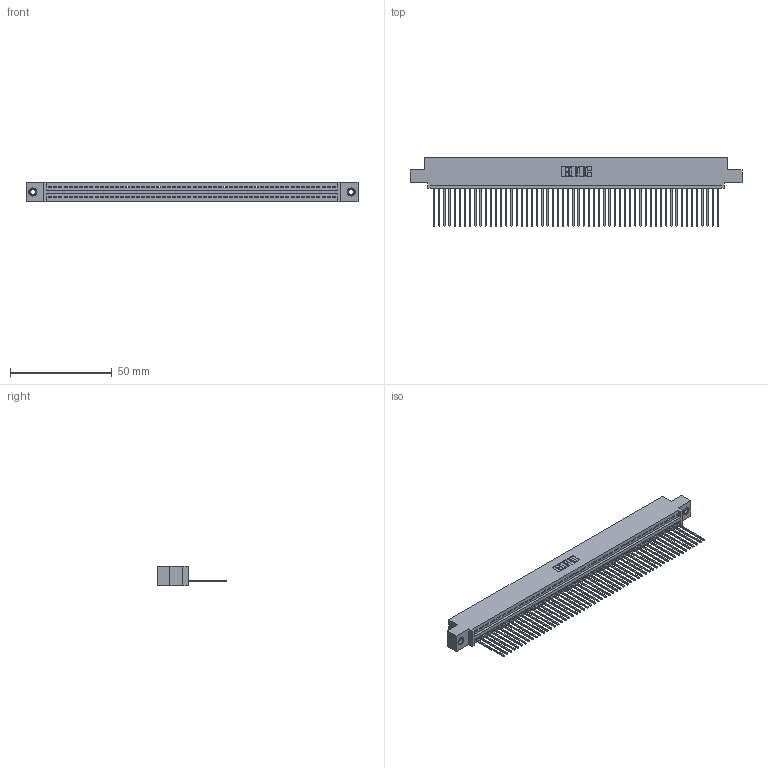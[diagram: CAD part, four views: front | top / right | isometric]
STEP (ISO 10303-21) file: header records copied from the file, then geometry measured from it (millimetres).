
FILE_DESCRIPTION (( 'STEP AP203' ), '1' );
FILE_NAME ('395-056-541-407.STEP', '2018-11-22T04:08:36', ( '' ), ( '' ), 'SwSTEP 2.0', 'SolidWorks 2016', '' );
FILE_SCHEMA (( 'CONFIG_CONTROL_DESIGN' ));
Length unit declared in the file: inch
Products named in the file (4): 345-292-001_345-293-141; 395-056-541-407; 345-250-001_345-250-005-103; 345 Part_0.110 Offset - 0.156 Dia-TI
Assembly tree (59 placements, depth 2):
  395-056-541-407
    345 Part_0.110 Offset - 0.156 Dia-TI
    345-292-001_345-293-141  x56
    345-250-001_345-250-005-103  x2
Bounding box: 163.45 x 33.96 x 9.4 mm (x, y, z)
Volume: 15737.2 mm3; surface area: 22305.3 mm2
Topology: 59 solids, 59 shells, 3438 faces, 10345 edges, 6814 vertices
Faces by surface type: plane 2356, cylinder 1066, cone 12, torus 4
Entity records: 41598 total; most frequent: CARTESIAN_POINT 7187, ORIENTED_EDGE 7170, DIRECTION 6283, EDGE_CURVE 3585, VECTOR 3209, LINE 3209, VERTEX_POINT 2384, AXIS2_PLACEMENT_3D 1537
